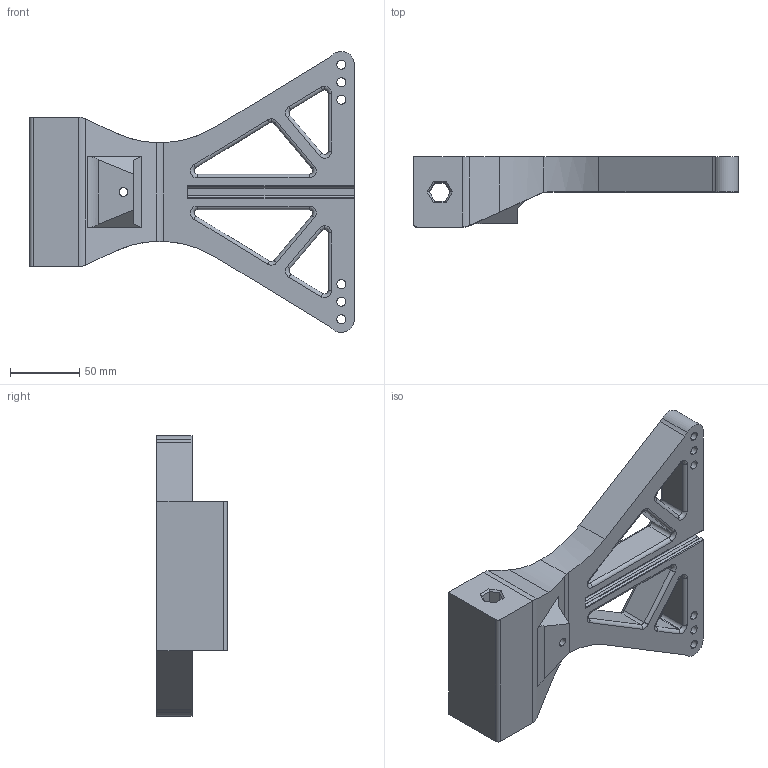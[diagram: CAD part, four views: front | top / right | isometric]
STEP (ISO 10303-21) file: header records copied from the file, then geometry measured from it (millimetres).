
FILE_DESCRIPTION (( 'STEP AP203' ), '1' );
FILE_NAME ('Grabber_Base_v3.STEP', '2024-04-05T04:46:58', ( '' ), ( '' ), 'SwSTEP 2.0', 'SolidWorks 2022', '' );
FILE_SCHEMA (( 'CONFIG_CONTROL_DESIGN' ));
Length unit declared in the file: inch
Products named in the file (1): Grabber_Base_v3
Bounding box: 234.95 x 50.8 x 203.19 mm (x, y, z)
Volume: 715315.4 mm3; surface area: 98052.4 mm2
Topology: 1 solids, 1 shells, 161 faces, 410 edges, 252 vertices
Faces by surface type: cylinder 76, plane 55, torus 30
Entity records: 5001 total; most frequent: DIRECTION 906, CARTESIAN_POINT 871, ORIENTED_EDGE 820, EDGE_CURVE 410, AXIS2_PLACEMENT_3D 345, VERTEX_POINT 252, LINE 216, VECTOR 216
